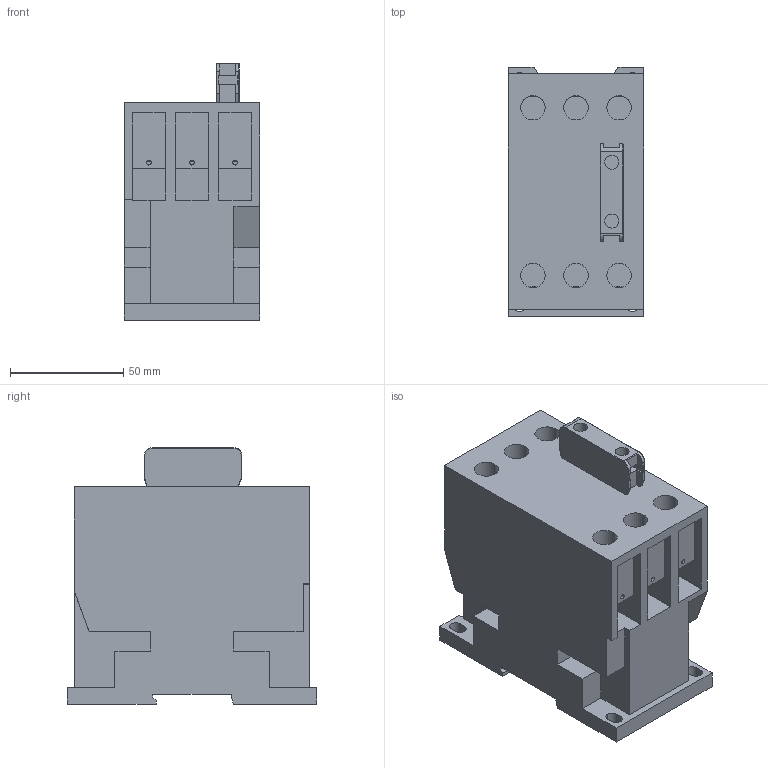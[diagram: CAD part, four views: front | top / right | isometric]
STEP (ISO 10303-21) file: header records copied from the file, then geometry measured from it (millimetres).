
FILE_DESCRIPTION (( 'STEP AP203' ), '1' );
FILE_NAME ('K3-50_62_74=.STEP', '2010-11-05T05:35:30', ( 'Gutermuth' ), ( 'Benedict GmbH' ), 'SwSTEP 2.0', 'SolidWorks 2010', '' );
FILE_SCHEMA (( 'CONFIG_CONTROL_DESIGN' ));
Length unit declared in the file: millimetre
Products named in the file (3): K3-50_62_74=; Imported; Imported_1
Assembly tree (2 placements, depth 2):
  K3-50_62_74=
    Imported_1
    Imported
Bounding box: 59.8 x 110 x 113.2 mm (x, y, z)
Volume: 508749.9 mm3; surface area: 67612.8 mm2
Topology: 2 solids, 2 shells, 228 faces, 645 edges, 426 vertices
Faces by surface type: plane 170, cylinder 54, bspline 4
Entity records: 7768 total; most frequent: CARTESIAN_POINT 1452, ORIENTED_EDGE 1290, DIRECTION 1193, EDGE_CURVE 645, LINE 515, VECTOR 515, VERTEX_POINT 426, AXIS2_PLACEMENT_3D 339
